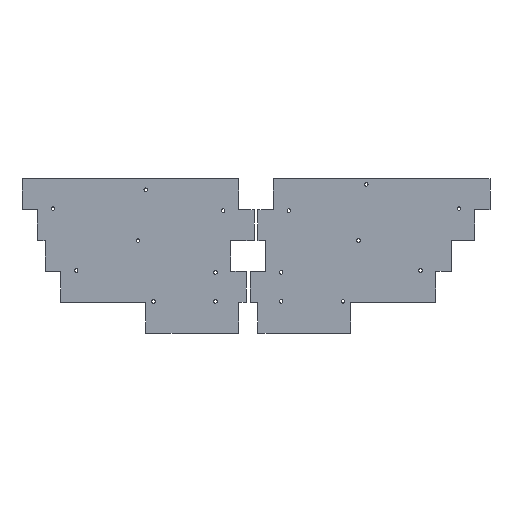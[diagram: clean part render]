
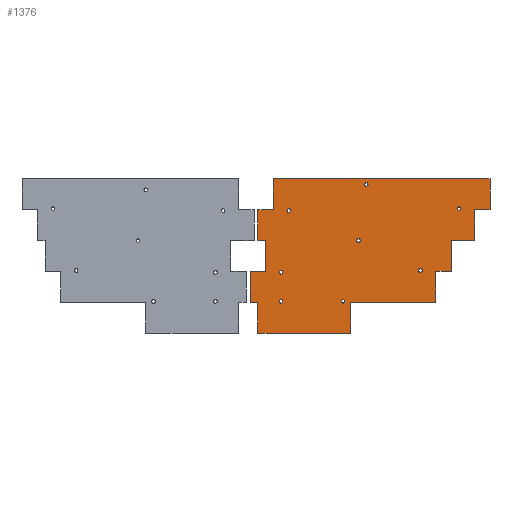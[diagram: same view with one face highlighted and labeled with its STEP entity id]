
A CAD part, top view. The second image highlights one B-rep face of the part: STEP entity #1376.
In plain terms, the highlighted planar face has unit normal (0, 0, 1).
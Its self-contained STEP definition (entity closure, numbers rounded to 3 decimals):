
#1048 = VERTEX_POINT('',#1049);
#1049 = CARTESIAN_POINT('',(356.294,-117.574,1.51));
#1055 = EDGE_CURVE('',#1048,#1056,#1058,.T.);
#1056 = VERTEX_POINT('',#1057);
#1057 = CARTESIAN_POINT('',(346.769,-117.574,1.51));
#1058 = LINE('',#1059,#1060);
#1059 = CARTESIAN_POINT('',(356.294,-117.574,1.51));
#1060 = VECTOR('',#1061,1.);
#1061 = DIRECTION('',(-1.,0.,0.));
#1088 = VERTEX_POINT('',#1089);
#1089 = CARTESIAN_POINT('',(356.294,-98.524,1.51));
#1095 = EDGE_CURVE('',#1088,#1048,#1096,.T.);
#1096 = LINE('',#1097,#1098);
#1097 = CARTESIAN_POINT('',(356.294,-98.524,1.51));
#1098 = VECTOR('',#1099,1.);
#1099 = DIRECTION('',(0.,-1.,0.));
#1117 = EDGE_CURVE('',#1056,#1118,#1120,.T.);
#1118 = VERTEX_POINT('',#1119);
#1119 = CARTESIAN_POINT('',(346.769,-136.624,1.51));
#1120 = LINE('',#1121,#1122);
#1121 = CARTESIAN_POINT('',(346.769,-117.574,1.51));
#1122 = VECTOR('',#1123,1.);
#1123 = DIRECTION('',(0.,-1.,0.));
#1376 = ADVANCED_FACE('',(#1377,#1516,#1527,#1538,#1549,#1560,#1571,
    #1582,#1593),#1604,.T.);
#1377 = FACE_BOUND('',#1378,.T.);
#1378 = EDGE_LOOP('',(#1379,#1380,#1381,#1389,#1397,#1405,#1413,#1421,
    #1429,#1437,#1445,#1453,#1461,#1469,#1477,#1485,#1493,#1501,#1509,
    #1515));
#1379 = ORIENTED_EDGE('',*,*,#1055,.F.);
#1380 = ORIENTED_EDGE('',*,*,#1095,.F.);
#1381 = ORIENTED_EDGE('',*,*,#1382,.F.);
#1382 = EDGE_CURVE('',#1383,#1088,#1385,.T.);
#1383 = VERTEX_POINT('',#1384);
#1384 = CARTESIAN_POINT('',(222.944,-98.524,1.51));
#1385 = LINE('',#1386,#1387);
#1386 = CARTESIAN_POINT('',(222.944,-98.524,1.51));
#1387 = VECTOR('',#1388,1.);
#1388 = DIRECTION('',(1.,0.,0.));
#1389 = ORIENTED_EDGE('',*,*,#1390,.F.);
#1390 = EDGE_CURVE('',#1391,#1383,#1393,.T.);
#1391 = VERTEX_POINT('',#1392);
#1392 = CARTESIAN_POINT('',(222.944,-117.574,1.51));
#1393 = LINE('',#1394,#1395);
#1394 = CARTESIAN_POINT('',(222.944,-117.574,1.51));
#1395 = VECTOR('',#1396,1.);
#1396 = DIRECTION('',(0.,1.,0.));
#1397 = ORIENTED_EDGE('',*,*,#1398,.F.);
#1398 = EDGE_CURVE('',#1399,#1391,#1401,.T.);
#1399 = VERTEX_POINT('',#1400);
#1400 = CARTESIAN_POINT('',(213.419,-117.574,1.51));
#1401 = LINE('',#1402,#1403);
#1402 = CARTESIAN_POINT('',(213.419,-117.574,1.51));
#1403 = VECTOR('',#1404,1.);
#1404 = DIRECTION('',(1.,0.,0.));
#1405 = ORIENTED_EDGE('',*,*,#1406,.F.);
#1406 = EDGE_CURVE('',#1407,#1399,#1409,.T.);
#1407 = VERTEX_POINT('',#1408);
#1408 = CARTESIAN_POINT('',(213.419,-136.624,1.51));
#1409 = LINE('',#1410,#1411);
#1410 = CARTESIAN_POINT('',(213.419,-136.624,1.51));
#1411 = VECTOR('',#1412,1.);
#1412 = DIRECTION('',(0.,1.,0.));
#1413 = ORIENTED_EDGE('',*,*,#1414,.F.);
#1414 = EDGE_CURVE('',#1415,#1407,#1417,.T.);
#1415 = VERTEX_POINT('',#1416);
#1416 = CARTESIAN_POINT('',(218.182,-136.624,1.51));
#1417 = LINE('',#1418,#1419);
#1418 = CARTESIAN_POINT('',(218.182,-136.624,1.51));
#1419 = VECTOR('',#1420,1.);
#1420 = DIRECTION('',(-1.,0.,0.));
#1421 = ORIENTED_EDGE('',*,*,#1422,.F.);
#1422 = EDGE_CURVE('',#1423,#1415,#1425,.T.);
#1423 = VERTEX_POINT('',#1424);
#1424 = CARTESIAN_POINT('',(218.182,-155.674,1.51));
#1425 = LINE('',#1426,#1427);
#1426 = CARTESIAN_POINT('',(218.182,-155.674,1.51));
#1427 = VECTOR('',#1428,1.);
#1428 = DIRECTION('',(0.,1.,0.));
#1429 = ORIENTED_EDGE('',*,*,#1430,.F.);
#1430 = EDGE_CURVE('',#1431,#1423,#1433,.T.);
#1431 = VERTEX_POINT('',#1432);
#1432 = CARTESIAN_POINT('',(208.657,-155.674,1.51));
#1433 = LINE('',#1434,#1435);
#1434 = CARTESIAN_POINT('',(208.657,-155.674,1.51));
#1435 = VECTOR('',#1436,1.);
#1436 = DIRECTION('',(1.,0.,0.));
#1437 = ORIENTED_EDGE('',*,*,#1438,.F.);
#1438 = EDGE_CURVE('',#1439,#1431,#1441,.T.);
#1439 = VERTEX_POINT('',#1440);
#1440 = CARTESIAN_POINT('',(208.657,-174.724,1.51));
#1441 = LINE('',#1442,#1443);
#1442 = CARTESIAN_POINT('',(208.657,-174.724,1.51));
#1443 = VECTOR('',#1444,1.);
#1444 = DIRECTION('',(0.,1.,0.));
#1445 = ORIENTED_EDGE('',*,*,#1446,.F.);
#1446 = EDGE_CURVE('',#1447,#1439,#1449,.T.);
#1447 = VERTEX_POINT('',#1448);
#1448 = CARTESIAN_POINT('',(213.419,-174.724,1.51));
#1449 = LINE('',#1450,#1451);
#1450 = CARTESIAN_POINT('',(213.419,-174.724,1.51));
#1451 = VECTOR('',#1452,1.);
#1452 = DIRECTION('',(-1.,0.,0.));
#1453 = ORIENTED_EDGE('',*,*,#1454,.F.);
#1454 = EDGE_CURVE('',#1455,#1447,#1457,.T.);
#1455 = VERTEX_POINT('',#1456);
#1456 = CARTESIAN_POINT('',(213.419,-193.774,1.51));
#1457 = LINE('',#1458,#1459);
#1458 = CARTESIAN_POINT('',(213.419,-193.774,1.51));
#1459 = VECTOR('',#1460,1.);
#1460 = DIRECTION('',(0.,1.,0.));
#1461 = ORIENTED_EDGE('',*,*,#1462,.F.);
#1462 = EDGE_CURVE('',#1463,#1455,#1465,.T.);
#1463 = VERTEX_POINT('',#1464);
#1464 = CARTESIAN_POINT('',(270.569,-193.77,1.51));
#1465 = LINE('',#1466,#1467);
#1466 = CARTESIAN_POINT('',(270.569,-193.77,1.51));
#1467 = VECTOR('',#1468,1.);
#1468 = DIRECTION('',(-1.,0.,0.));
#1469 = ORIENTED_EDGE('',*,*,#1470,.F.);
#1470 = EDGE_CURVE('',#1471,#1463,#1473,.T.);
#1471 = VERTEX_POINT('',#1472);
#1472 = CARTESIAN_POINT('',(270.569,-174.724,1.51));
#1473 = LINE('',#1474,#1475);
#1474 = CARTESIAN_POINT('',(270.569,-174.724,1.51));
#1475 = VECTOR('',#1476,1.);
#1476 = DIRECTION('',(0.,-1.,0.));
#1477 = ORIENTED_EDGE('',*,*,#1478,.F.);
#1478 = EDGE_CURVE('',#1479,#1471,#1481,.T.);
#1479 = VERTEX_POINT('',#1480);
#1480 = CARTESIAN_POINT('',(322.957,-174.724,1.51));
#1481 = LINE('',#1482,#1483);
#1482 = CARTESIAN_POINT('',(322.957,-174.724,1.51));
#1483 = VECTOR('',#1484,1.);
#1484 = DIRECTION('',(-1.,0.,0.));
#1485 = ORIENTED_EDGE('',*,*,#1486,.F.);
#1486 = EDGE_CURVE('',#1487,#1479,#1489,.T.);
#1487 = VERTEX_POINT('',#1488);
#1488 = CARTESIAN_POINT('',(322.957,-155.674,1.51));
#1489 = LINE('',#1490,#1491);
#1490 = CARTESIAN_POINT('',(322.957,-155.674,1.51));
#1491 = VECTOR('',#1492,1.);
#1492 = DIRECTION('',(0.,-1.,0.));
#1493 = ORIENTED_EDGE('',*,*,#1494,.F.);
#1494 = EDGE_CURVE('',#1495,#1487,#1497,.T.);
#1495 = VERTEX_POINT('',#1496);
#1496 = CARTESIAN_POINT('',(332.482,-155.674,1.51));
#1497 = LINE('',#1498,#1499);
#1498 = CARTESIAN_POINT('',(332.482,-155.674,1.51));
#1499 = VECTOR('',#1500,1.);
#1500 = DIRECTION('',(-1.,0.,0.));
#1501 = ORIENTED_EDGE('',*,*,#1502,.F.);
#1502 = EDGE_CURVE('',#1503,#1495,#1505,.T.);
#1503 = VERTEX_POINT('',#1504);
#1504 = CARTESIAN_POINT('',(332.482,-136.624,1.51));
#1505 = LINE('',#1506,#1507);
#1506 = CARTESIAN_POINT('',(332.482,-136.624,1.51));
#1507 = VECTOR('',#1508,1.);
#1508 = DIRECTION('',(0.,-1.,0.));
#1509 = ORIENTED_EDGE('',*,*,#1510,.F.);
#1510 = EDGE_CURVE('',#1118,#1503,#1511,.T.);
#1511 = LINE('',#1512,#1513);
#1512 = CARTESIAN_POINT('',(346.769,-136.624,1.51));
#1513 = VECTOR('',#1514,1.);
#1514 = DIRECTION('',(-1.,0.,0.));
#1515 = ORIENTED_EDGE('',*,*,#1117,.F.);
#1516 = FACE_BOUND('',#1517,.T.);
#1517 = EDGE_LOOP('',(#1518));
#1518 = ORIENTED_EDGE('',*,*,#1519,.T.);
#1519 = EDGE_CURVE('',#1520,#1520,#1522,.T.);
#1520 = VERTEX_POINT('',#1521);
#1521 = CARTESIAN_POINT('',(227.707,-175.229,1.51));
#1522 = CIRCLE('',#1523,1.1);
#1523 = AXIS2_PLACEMENT_3D('',#1524,#1525,#1526);
#1524 = CARTESIAN_POINT('',(227.707,-174.129,1.51));
#1525 = DIRECTION('',(-0.,0.,-1.));
#1526 = DIRECTION('',(-0.,-1.,0.));
#1527 = FACE_BOUND('',#1528,.T.);
#1528 = EDGE_LOOP('',(#1529));
#1529 = ORIENTED_EDGE('',*,*,#1530,.T.);
#1530 = EDGE_CURVE('',#1531,#1531,#1533,.T.);
#1531 = VERTEX_POINT('',#1532);
#1532 = CARTESIAN_POINT('',(265.807,-175.229,1.51));
#1533 = CIRCLE('',#1534,1.1);
#1534 = AXIS2_PLACEMENT_3D('',#1535,#1536,#1537);
#1535 = CARTESIAN_POINT('',(265.807,-174.129,1.51));
#1536 = DIRECTION('',(-0.,0.,-1.));
#1537 = DIRECTION('',(0.,-1.,0.));
#1538 = FACE_BOUND('',#1539,.T.);
#1539 = EDGE_LOOP('',(#1540));
#1540 = ORIENTED_EDGE('',*,*,#1541,.T.);
#1541 = EDGE_CURVE('',#1542,#1542,#1544,.T.);
#1542 = VERTEX_POINT('',#1543);
#1543 = CARTESIAN_POINT('',(227.707,-157.369,1.51));
#1544 = CIRCLE('',#1545,1.1);
#1545 = AXIS2_PLACEMENT_3D('',#1546,#1547,#1548);
#1546 = CARTESIAN_POINT('',(227.707,-156.269,1.51));
#1547 = DIRECTION('',(-0.,0.,-1.));
#1548 = DIRECTION('',(-0.,-1.,0.));
#1549 = FACE_BOUND('',#1550,.T.);
#1550 = EDGE_LOOP('',(#1551));
#1551 = ORIENTED_EDGE('',*,*,#1552,.T.);
#1552 = EDGE_CURVE('',#1553,#1553,#1555,.T.);
#1553 = VERTEX_POINT('',#1554);
#1554 = CARTESIAN_POINT('',(313.432,-156.179,1.51));
#1555 = CIRCLE('',#1556,1.1);
#1556 = AXIS2_PLACEMENT_3D('',#1557,#1558,#1559);
#1557 = CARTESIAN_POINT('',(313.432,-155.079,1.51));
#1558 = DIRECTION('',(-0.,0.,-1.));
#1559 = DIRECTION('',(0.,-1.,0.));
#1560 = FACE_BOUND('',#1561,.T.);
#1561 = EDGE_LOOP('',(#1562));
#1562 = ORIENTED_EDGE('',*,*,#1563,.T.);
#1563 = EDGE_CURVE('',#1564,#1564,#1566,.T.);
#1564 = VERTEX_POINT('',#1565);
#1565 = CARTESIAN_POINT('',(275.332,-137.724,1.51));
#1566 = CIRCLE('',#1567,1.1);
#1567 = AXIS2_PLACEMENT_3D('',#1568,#1569,#1570);
#1568 = CARTESIAN_POINT('',(275.332,-136.624,1.51));
#1569 = DIRECTION('',(-0.,0.,-1.));
#1570 = DIRECTION('',(0.,-1.,0.));
#1571 = FACE_BOUND('',#1572,.T.);
#1572 = EDGE_LOOP('',(#1573));
#1573 = ORIENTED_EDGE('',*,*,#1574,.T.);
#1574 = EDGE_CURVE('',#1575,#1575,#1577,.T.);
#1575 = VERTEX_POINT('',#1576);
#1576 = CARTESIAN_POINT('',(232.469,-119.269,1.51));
#1577 = CIRCLE('',#1578,1.1);
#1578 = AXIS2_PLACEMENT_3D('',#1579,#1580,#1581);
#1579 = CARTESIAN_POINT('',(232.469,-118.169,1.51));
#1580 = DIRECTION('',(-0.,0.,-1.));
#1581 = DIRECTION('',(-0.,-1.,0.));
#1582 = FACE_BOUND('',#1583,.T.);
#1583 = EDGE_LOOP('',(#1584));
#1584 = ORIENTED_EDGE('',*,*,#1585,.T.);
#1585 = EDGE_CURVE('',#1586,#1586,#1588,.T.);
#1586 = VERTEX_POINT('',#1587);
#1587 = CARTESIAN_POINT('',(280.094,-103.196,1.51));
#1588 = CIRCLE('',#1589,1.1);
#1589 = AXIS2_PLACEMENT_3D('',#1590,#1591,#1592);
#1590 = CARTESIAN_POINT('',(280.094,-102.096,1.51));
#1591 = DIRECTION('',(-0.,0.,-1.));
#1592 = DIRECTION('',(-0.,-1.,0.));
#1593 = FACE_BOUND('',#1594,.T.);
#1594 = EDGE_LOOP('',(#1595));
#1595 = ORIENTED_EDGE('',*,*,#1596,.T.);
#1596 = EDGE_CURVE('',#1597,#1597,#1599,.T.);
#1597 = VERTEX_POINT('',#1598);
#1598 = CARTESIAN_POINT('',(337.244,-118.079,1.51));
#1599 = CIRCLE('',#1600,1.1);
#1600 = AXIS2_PLACEMENT_3D('',#1601,#1602,#1603);
#1601 = CARTESIAN_POINT('',(337.244,-116.979,1.51));
#1602 = DIRECTION('',(-0.,0.,-1.));
#1603 = DIRECTION('',(0.,-1.,-0.));
#1604 = PLANE('',#1605);
#1605 = AXIS2_PLACEMENT_3D('',#1606,#1607,#1608);
#1606 = CARTESIAN_POINT('',(0.,0.,1.51));
#1607 = DIRECTION('',(0.,0.,1.));
#1608 = DIRECTION('',(1.,0.,-0.));
